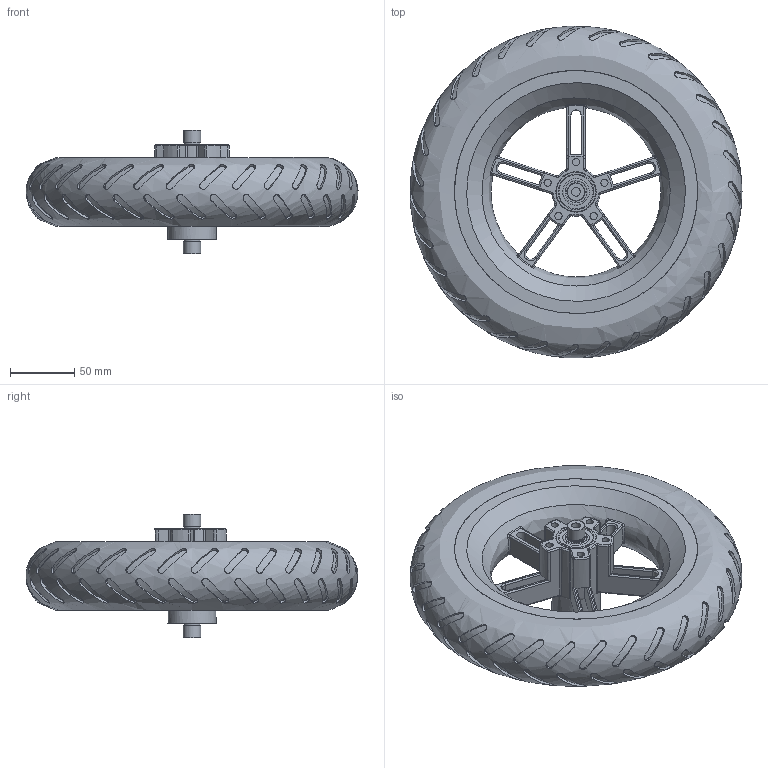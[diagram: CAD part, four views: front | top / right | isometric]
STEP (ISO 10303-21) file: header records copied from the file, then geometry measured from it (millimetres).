
FILE_DESCRIPTION(('FreeCAD Model'),'2;1');
FILE_NAME('Open CASCADE Shape Model','2025-05-04T15:10:58',('FreeCAD'),( 'FreeCAD'),'Open CASCADE STEP processor 7.6','FreeCAD','Unknown');
FILE_SCHEMA(('AUTOMOTIVE_DESIGN { 1 0 10303 214 1 1 1 1 }'));
Products named in the file (1): Open CASCADE STEP translator 7.6 1
Bounding box: 259.26 x 259.1 x 96.66 mm (x, y, z)
Volume: 1787028.4 mm3; surface area: 239084 mm2
Topology: 25 solids, 25 shells, 461 faces, 987 edges, 608 vertices
Faces by surface type: bspline 461
Entity records: 37455 total; most frequent: CARTESIAN_POINT 31627, ORIENTED_EDGE 1886, EDGE_CURVE 943, VERTEX_POINT 594, B_SPLINE_CURVE_WITH_KNOTS 567, FACE_BOUND 563, EDGE_LOOP 549, ADVANCED_FACE 461
